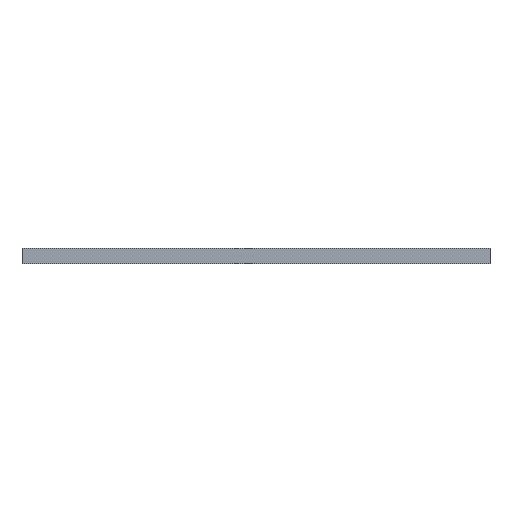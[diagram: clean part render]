
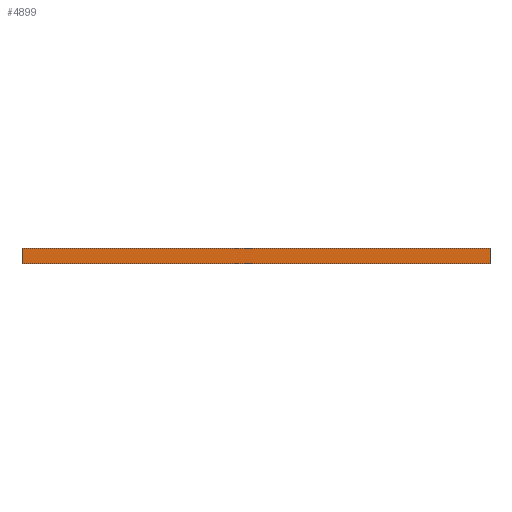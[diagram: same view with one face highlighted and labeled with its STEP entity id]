
A CAD part, left-side view. The second image highlights one B-rep face of the part: STEP entity #4899.
In plain terms, the highlighted planar face has unit normal (-1, 0, 0).
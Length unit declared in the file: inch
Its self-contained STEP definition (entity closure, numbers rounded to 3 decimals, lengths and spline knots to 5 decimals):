
#23 = DIRECTION ( 'NONE',  ( 0., 0., 1. ) ) ;
#77 = FACE_OUTER_BOUND ( 'NONE', #7790, .T. ) ;
#468 = AXIS2_PLACEMENT_3D ( 'NONE', #520, #1860, #5949 ) ;
#520 = CARTESIAN_POINT ( 'NONE',  ( -0.88583, 1.05298, 0. ) ) ;
#1088 = DIRECTION ( 'NONE',  ( 0., 1., 0. ) ) ;
#1190 = VERTEX_POINT ( 'NONE', #6485 ) ;
#1246 = PLANE ( 'NONE',  #468 ) ;
#1585 = VECTOR ( 'NONE', #1088, 39.37008 ) ;
#1737 = EDGE_CURVE ( 'NONE', #2972, #8563, #4629, .T. ) ;
#1860 = DIRECTION ( 'NONE',  ( -1., 0., 0. ) ) ;
#1949 = CARTESIAN_POINT ( 'NONE',  ( -0.88583, 1.05298, 0. ) ) ;
#1992 = VECTOR ( 'NONE', #5829, 39.37008 ) ;
#2641 = VERTEX_POINT ( 'NONE', #7922 ) ;
#2972 = VERTEX_POINT ( 'NONE', #3559 ) ;
#3201 = ORIENTED_EDGE ( 'NONE', *, *, #1737, .T. ) ;
#3310 = EDGE_CURVE ( 'NONE', #8563, #1190, #8486, .T. ) ;
#3559 = CARTESIAN_POINT ( 'NONE',  ( -0.88583, -0.71867, 0.02953 ) ) ;
#3865 = CARTESIAN_POINT ( 'NONE',  ( -0.88583, 1.05298, 0.02953 ) ) ;
#4629 = LINE ( 'NONE', #3865, #1992 ) ;
#4631 = DIRECTION ( 'NONE',  ( 0., 0., -1. ) ) ;
#4829 = ORIENTED_EDGE ( 'NONE', *, *, #5593, .T. ) ;
#4899 = ADVANCED_FACE ( 'NONE', ( #77 ), #1246, .T. ) ;
#5319 = ORIENTED_EDGE ( 'NONE', *, *, #3310, .T. ) ;
#5578 = LINE ( 'NONE', #6964, #1585 ) ;
#5593 = EDGE_CURVE ( 'NONE', #2641, #2972, #6022, .T. ) ;
#5819 = ORIENTED_EDGE ( 'NONE', *, *, #6299, .F. ) ;
#5829 = DIRECTION ( 'NONE',  ( 0., 1., 0. ) ) ;
#5949 = DIRECTION ( 'NONE',  ( 0., -1., 0. ) ) ;
#6022 = LINE ( 'NONE', #8023, #7797 ) ;
#6299 = EDGE_CURVE ( 'NONE', #2641, #1190, #5578, .T. ) ;
#6485 = CARTESIAN_POINT ( 'NONE',  ( -0.88583, 1.05298, -0.02953 ) ) ;
#6964 = CARTESIAN_POINT ( 'NONE',  ( -0.88583, 0.16716, -0.02953 ) ) ;
#7790 = EDGE_LOOP ( 'NONE', ( #3201, #5319, #5819, #4829 ) ) ;
#7797 = VECTOR ( 'NONE', #23, 39.37008 ) ;
#7921 = CARTESIAN_POINT ( 'NONE',  ( -0.88583, 1.05298, 0.02953 ) ) ;
#7922 = CARTESIAN_POINT ( 'NONE',  ( -0.88583, -0.71867, -0.02953 ) ) ;
#8023 = CARTESIAN_POINT ( 'NONE',  ( -0.88583, -0.71867, 0. ) ) ;
#8071 = VECTOR ( 'NONE', #4631, 39.37008 ) ;
#8486 = LINE ( 'NONE', #1949, #8071 ) ;
#8563 = VERTEX_POINT ( 'NONE', #7921 ) ;
